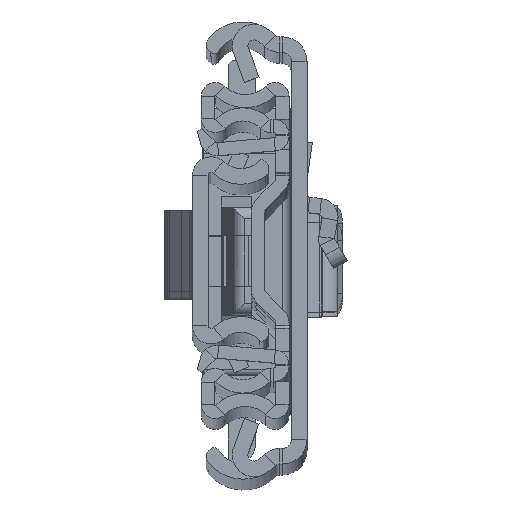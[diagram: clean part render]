
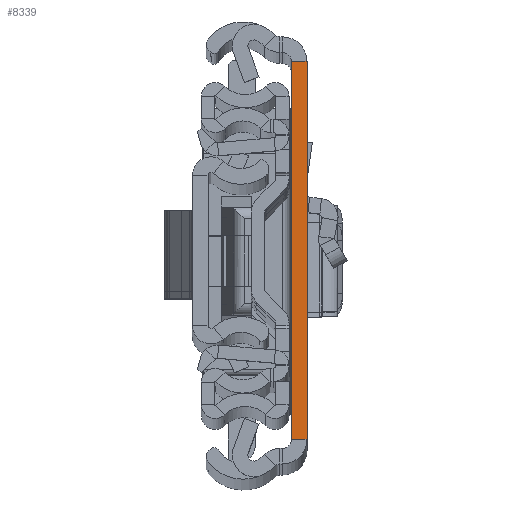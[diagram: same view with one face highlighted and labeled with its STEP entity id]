
A CAD part, top view. The second image highlights one B-rep face of the part: STEP entity #8339.
In plain terms, the highlighted planar face has unit normal (0, 0, 1).
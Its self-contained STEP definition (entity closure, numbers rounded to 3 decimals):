
#1133 = CARTESIAN_POINT ( 'NONE',  ( 0., -31.5, 0. ) ) ;
#1485 = ORIENTED_EDGE ( 'NONE', *, *, #19113, .F. ) ;
#2322 = ORIENTED_EDGE ( 'NONE', *, *, #11716, .T. ) ;
#2574 = CARTESIAN_POINT ( 'NONE',  ( 2.6, -31.5, 0. ) ) ;
#3715 = VECTOR ( 'NONE', #13648, 1000. ) ;
#4117 = VERTEX_POINT ( 'NONE', #16563 ) ;
#4556 = CARTESIAN_POINT ( 'NONE',  ( 2.6, -31.5, 0. ) ) ;
#4639 = EDGE_CURVE ( 'NONE', #9596, #4117, #10426, .T. ) ;
#4970 = CARTESIAN_POINT ( 'NONE',  ( 2.6, -31.5, 0. ) ) ;
#6264 = DIRECTION ( 'NONE',  ( 0., 0., -1. ) ) ;
#6354 = CARTESIAN_POINT ( 'NONE',  ( 2.6, -31.5, 0. ) ) ;
#6368 = LINE ( 'NONE', #15383, #15617 ) ;
#7443 = CARTESIAN_POINT ( 'NONE',  ( 0., 31.5, 0. ) ) ;
#8170 = AXIS2_PLACEMENT_3D ( 'NONE', #6354, #6264, #13967 ) ;
#8339 = ADVANCED_FACE ( 'NONE', ( #16858 ), #10952, .F. ) ;
#8350 = CARTESIAN_POINT ( 'NONE',  ( 0., -31.5, 0. ) ) ;
#8639 = ORIENTED_EDGE ( 'NONE', *, *, #17391, .F. ) ;
#9596 = VERTEX_POINT ( 'NONE', #4970 ) ;
#9823 = DIRECTION ( 'NONE',  ( 0., 1., 0. ) ) ;
#9988 = VECTOR ( 'NONE', #11817, 1000. ) ;
#10426 = LINE ( 'NONE', #2574, #9988 ) ;
#10952 = PLANE ( 'NONE',  #8170 ) ;
#11523 = VERTEX_POINT ( 'NONE', #1133 ) ;
#11716 = EDGE_CURVE ( 'NONE', #11523, #9596, #15145, .T. ) ;
#11817 = DIRECTION ( 'NONE',  ( 0., 1., 0. ) ) ;
#12023 = VERTEX_POINT ( 'NONE', #7443 ) ;
#13024 = EDGE_LOOP ( 'NONE', ( #8639, #1485, #2322, #14191 ) ) ;
#13132 = VECTOR ( 'NONE', #9823, 1000. ) ;
#13648 = DIRECTION ( 'NONE',  ( 1., 0., 0. ) ) ;
#13967 = DIRECTION ( 'NONE',  ( 0., 1., 0. ) ) ;
#14191 = ORIENTED_EDGE ( 'NONE', *, *, #4639, .T. ) ;
#15145 = LINE ( 'NONE', #4556, #3715 ) ;
#15383 = CARTESIAN_POINT ( 'NONE',  ( 2.6, 31.5, 0. ) ) ;
#15617 = VECTOR ( 'NONE', #17068, 1000. ) ;
#16563 = CARTESIAN_POINT ( 'NONE',  ( 2.6, 31.5, 0. ) ) ;
#16858 = FACE_OUTER_BOUND ( 'NONE', #13024, .T. ) ;
#17068 = DIRECTION ( 'NONE',  ( 1., 0., 0. ) ) ;
#17391 = EDGE_CURVE ( 'NONE', #12023, #4117, #6368, .T. ) ;
#19113 = EDGE_CURVE ( 'NONE', #11523, #12023, #19212, .T. ) ;
#19212 = LINE ( 'NONE', #8350, #13132 ) ;
